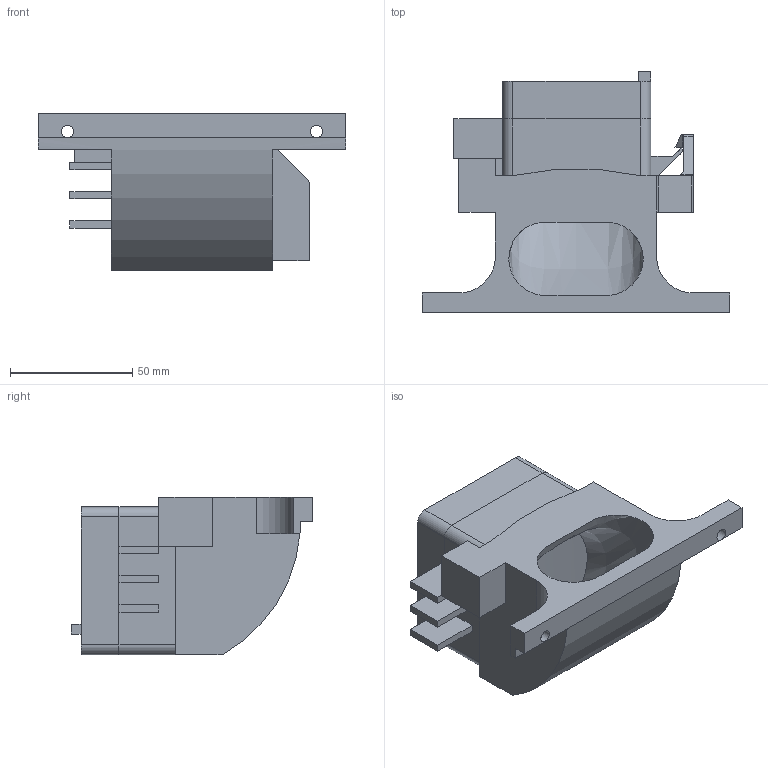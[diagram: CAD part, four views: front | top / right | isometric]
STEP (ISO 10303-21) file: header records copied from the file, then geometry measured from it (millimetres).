
FILE_DESCRIPTION(/* description */ (''),/* implementation_level */ '2;1');
FILE_NAME(/* name */ 'Tobera_calefactor v3.step',/* time_stamp */ '2021-04-14T18:42:38+02:00',/* author */ (''),/* organization */ (''),/* preprocessor_version */ 'ST-DEVELOPER v18.1',/* originating_system */ 'Autodesk Translation Framework v10.6.0.1341',/* authorisation */ '');
FILE_SCHEMA (('AUTOMOTIVE_DESIGN { 1 0 10303 214 3 1 1 }'));
Length unit declared in the file: millimetre
Products named in the file (5): Tobera_calefactor; Component10; Rsistencia térmica v4; Ventilador; Caja resistencia
Assembly tree (4 placements, depth 4):
  Tobera_calefactor
    Component10
      Rsistencia térmica v4
        Ventilador
        Caja resistencia
Bounding box: 126 x 98.8 x 64.6 mm (x, y, z)
Volume: 237597.6 mm3; surface area: 56583.3 mm2
Topology: 3 solids, 3 shells, 127 faces, 362 edges, 236 vertices
Faces by surface type: plane 87, cylinder 37, cone 2, bspline 1
Full cylindrical faces by diameter (mm): 4.493 x1, 5 x2, 6 x5, 53 x1
Entity records: 5082 total; most frequent: CARTESIAN_POINT 1575, ORIENTED_EDGE 724, DIRECTION 691, EDGE_CURVE 362, LINE 271, VECTOR 271, VERTEX_POINT 236, AXIS2_PLACEMENT_3D 210
